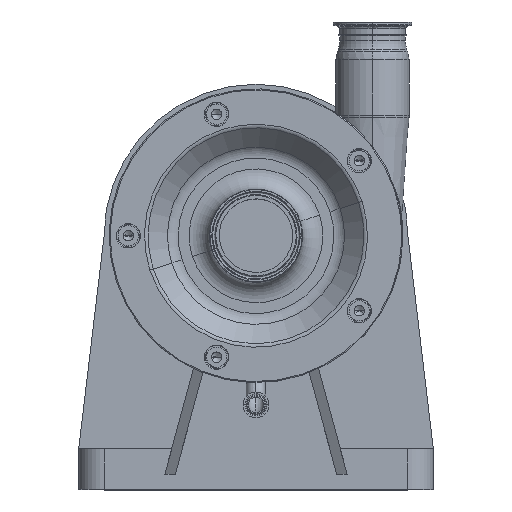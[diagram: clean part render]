
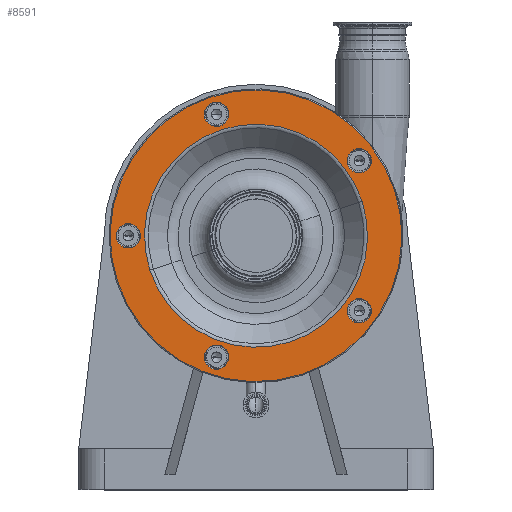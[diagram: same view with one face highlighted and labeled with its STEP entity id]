
A CAD part, top view. The second image highlights one B-rep face of the part: STEP entity #8591.
In plain terms, the highlighted planar face has unit normal (0, 0, 1).
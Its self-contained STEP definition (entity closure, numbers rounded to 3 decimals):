
#283 = CARTESIAN_POINT ( 'NONE',  ( -38.936, 119.833, 294.5 ) ) ;
#473 = FACE_BOUND ( 'NONE', #14974, .T. ) ;
#781 = FACE_BOUND ( 'NONE', #7880, .T. ) ;
#835 = DIRECTION ( 'NONE',  ( 0.951, 0.309, 0. ) ) ;
#878 = AXIS2_PLACEMENT_3D ( 'NONE', #283, #11672, #18064 ) ;
#1110 = VERTEX_POINT ( 'NONE', #14729 ) ;
#1204 = CARTESIAN_POINT ( 'NONE',  ( -38.936, -119.833, 294.5 ) ) ;
#1236 = DIRECTION ( 'NONE',  ( 0., 0., 1. ) ) ;
#1331 = VERTEX_POINT ( 'NONE', #12483 ) ;
#1345 = CARTESIAN_POINT ( 'NONE',  ( 136.952, 44.498, 294.5 ) ) ;
#1696 = CARTESIAN_POINT ( 'NONE',  ( -38.936, 119.833, 294.5 ) ) ;
#1889 = AXIS2_PLACEMENT_3D ( 'NONE', #5953, #4684, #18702 ) ;
#2047 = ORIENTED_EDGE ( 'NONE', *, *, #4817, .F. ) ;
#2146 = FACE_BOUND ( 'NONE', #3483, .T. ) ;
#2202 = AXIS2_PLACEMENT_3D ( 'NONE', #10421, #16823, #2489 ) ;
#2489 = DIRECTION ( 'NONE',  ( 0.951, 0.309, 0. ) ) ;
#2557 = ORIENTED_EDGE ( 'NONE', *, *, #7042, .F. ) ;
#2606 = CARTESIAN_POINT ( 'NONE',  ( 0., 0., 294.5 ) ) ;
#2771 = CARTESIAN_POINT ( 'NONE',  ( 101.936, 74.061, 294.5 ) ) ;
#2827 = ORIENTED_EDGE ( 'NONE', *, *, #6702, .F. ) ;
#2874 = DIRECTION ( 'NONE',  ( 0., 0., 1. ) ) ;
#3222 = ORIENTED_EDGE ( 'NONE', *, *, #20710, .T. ) ;
#3423 = CIRCLE ( 'NONE', #9419, 110.071 ) ;
#3483 = EDGE_LOOP ( 'NONE', ( #2047, #2827 ) ) ;
#3754 = VERTEX_POINT ( 'NONE', #10085 ) ;
#3938 = FACE_BOUND ( 'NONE', #16477, .T. ) ;
#4276 = CIRCLE ( 'NONE', #16971, 144. ) ;
#4357 = CARTESIAN_POINT ( 'NONE',  ( -104.684, -34.014, 294.5 ) ) ;
#4588 = DIRECTION ( 'NONE',  ( 0.951, 0.309, 0. ) ) ;
#4684 = DIRECTION ( 'NONE',  ( 0., 0., 1. ) ) ;
#4730 = AXIS2_PLACEMENT_3D ( 'NONE', #10845, #7724, #15673 ) ;
#4817 = EDGE_CURVE ( 'NONE', #15020, #1331, #6873, .T. ) ;
#5294 = FACE_BOUND ( 'NONE', #14424, .T. ) ;
#5431 = DIRECTION ( 'NONE',  ( 0., 0., 1. ) ) ;
#5790 = AXIS2_PLACEMENT_3D ( 'NONE', #1204, #6013, #17406 ) ;
#5953 = CARTESIAN_POINT ( 'NONE',  ( 0., 0., 294.5 ) ) ;
#6013 = DIRECTION ( 'NONE',  ( 0., 0., 1. ) ) ;
#6148 = AXIS2_PLACEMENT_3D ( 'NONE', #7714, #1236, #4588 ) ;
#6301 = VERTEX_POINT ( 'NONE', #17208 ) ;
#6375 = EDGE_LOOP ( 'NONE', ( #15856, #18793 ) ) ;
#6702 = EDGE_CURVE ( 'NONE', #1331, #15020, #12190, .T. ) ;
#6729 = CARTESIAN_POINT ( 'NONE',  ( -27.523, -116.125, 294.5 ) ) ;
#6829 = CIRCLE ( 'NONE', #17157, 12. ) ;
#6873 = CIRCLE ( 'NONE', #878, 12. ) ;
#6970 = PLANE ( 'NONE',  #11353 ) ;
#7042 = EDGE_CURVE ( 'NONE', #3754, #19583, #15867, .T. ) ;
#7158 = AXIS2_PLACEMENT_3D ( 'NONE', #2606, #8871, #835 ) ;
#7220 = ORIENTED_EDGE ( 'NONE', *, *, #11290, .F. ) ;
#7290 = ORIENTED_EDGE ( 'NONE', *, *, #18748, .F. ) ;
#7714 = CARTESIAN_POINT ( 'NONE',  ( 101.936, -74.061, 294.5 ) ) ;
#7724 = DIRECTION ( 'NONE',  ( 0., 0., 1. ) ) ;
#7765 = AXIS2_PLACEMENT_3D ( 'NONE', #19664, #11688, #18086 ) ;
#7790 = CARTESIAN_POINT ( 'NONE',  ( 0., 0., 294.5 ) ) ;
#7872 = DIRECTION ( 'NONE',  ( 0.951, 0.309, 0. ) ) ;
#7880 = EDGE_LOOP ( 'NONE', ( #11267, #18152 ) ) ;
#7909 = CIRCLE ( 'NONE', #10898, 12. ) ;
#8136 = DIRECTION ( 'NONE',  ( 0., 0., 1. ) ) ;
#8282 = DIRECTION ( 'NONE',  ( 0., 0., 1. ) ) ;
#8517 = DIRECTION ( 'NONE',  ( 0., 0., -1. ) ) ;
#8591 = ADVANCED_FACE ( 'NONE', ( #473, #5294, #3938, #2146, #781, #19931, #18050 ), #6970, .F. ) ;
#8871 = DIRECTION ( 'NONE',  ( 0., 0., 1. ) ) ;
#8981 = VERTEX_POINT ( 'NONE', #6729 ) ;
#9213 = CARTESIAN_POINT ( 'NONE',  ( 90.523, 70.353, 294.5 ) ) ;
#9267 = ORIENTED_EDGE ( 'NONE', *, *, #16754, .F. ) ;
#9419 = AXIS2_PLACEMENT_3D ( 'NONE', #13046, #8136, #14534 ) ;
#9436 = CIRCLE ( 'NONE', #5790, 12. ) ;
#9595 = EDGE_CURVE ( 'NONE', #8981, #20336, #16424, .T. ) ;
#9794 = CIRCLE ( 'NONE', #7158, 144. ) ;
#9885 = CIRCLE ( 'NONE', #1889, 110.071 ) ;
#10085 = CARTESIAN_POINT ( 'NONE',  ( 90.523, -77.769, 294.5 ) ) ;
#10177 = DIRECTION ( 'NONE',  ( -0.951, -0.309, 0. ) ) ;
#10421 = CARTESIAN_POINT ( 'NONE',  ( 101.936, -74.061, 294.5 ) ) ;
#10845 = CARTESIAN_POINT ( 'NONE',  ( -38.936, -119.833, 294.5 ) ) ;
#10898 = AXIS2_PLACEMENT_3D ( 'NONE', #2771, #2874, #17522 ) ;
#10963 = VERTEX_POINT ( 'NONE', #4357 ) ;
#11267 = ORIENTED_EDGE ( 'NONE', *, *, #19626, .F. ) ;
#11290 = EDGE_CURVE ( 'NONE', #20336, #8981, #9436, .T. ) ;
#11353 = AXIS2_PLACEMENT_3D ( 'NONE', #16480, #8517, #10177 ) ;
#11672 = DIRECTION ( 'NONE',  ( 0., 0., 1. ) ) ;
#11688 = DIRECTION ( 'NONE',  ( 0., 0., 1. ) ) ;
#11800 = DIRECTION ( 'NONE',  ( 0.951, 0.309, 0. ) ) ;
#11909 = VERTEX_POINT ( 'NONE', #1345 ) ;
#12108 = CARTESIAN_POINT ( 'NONE',  ( 101.936, 74.061, 294.5 ) ) ;
#12190 = CIRCLE ( 'NONE', #12524, 12. ) ;
#12483 = CARTESIAN_POINT ( 'NONE',  ( -50.349, 116.125, 294.5 ) ) ;
#12524 = AXIS2_PLACEMENT_3D ( 'NONE', #1696, #8282, #7872 ) ;
#12625 = CARTESIAN_POINT ( 'NONE',  ( -137.413, -3.708, 294.5 ) ) ;
#13046 = CARTESIAN_POINT ( 'NONE',  ( 0., 0., 294.5 ) ) ;
#13088 = VERTEX_POINT ( 'NONE', #19637 ) ;
#13362 = CARTESIAN_POINT ( 'NONE',  ( -126., 0., 294.5 ) ) ;
#13543 = CIRCLE ( 'NONE', #2202, 12. ) ;
#13700 = CARTESIAN_POINT ( 'NONE',  ( -27.523, 123.541, 294.5 ) ) ;
#13795 = DIRECTION ( 'NONE',  ( 0.951, 0.309, 0. ) ) ;
#14124 = EDGE_CURVE ( 'NONE', #15244, #1110, #16790, .T. ) ;
#14216 = AXIS2_PLACEMENT_3D ( 'NONE', #13362, #5431, #11800 ) ;
#14344 = EDGE_LOOP ( 'NONE', ( #3222, #17332 ) ) ;
#14424 = EDGE_LOOP ( 'NONE', ( #7290, #2557 ) ) ;
#14497 = VERTEX_POINT ( 'NONE', #9213 ) ;
#14534 = DIRECTION ( 'NONE',  ( 0.951, 0.309, 0. ) ) ;
#14729 = CARTESIAN_POINT ( 'NONE',  ( -114.587, 3.708, 294.5 ) ) ;
#14974 = EDGE_LOOP ( 'NONE', ( #9267, #15126 ) ) ;
#15020 = VERTEX_POINT ( 'NONE', #13700 ) ;
#15126 = ORIENTED_EDGE ( 'NONE', *, *, #19940, .F. ) ;
#15211 = EDGE_CURVE ( 'NONE', #10963, #6301, #3423, .T. ) ;
#15229 = CARTESIAN_POINT ( 'NONE',  ( -136.952, -44.498, 294.5 ) ) ;
#15244 = VERTEX_POINT ( 'NONE', #12625 ) ;
#15290 = CARTESIAN_POINT ( 'NONE',  ( -50.349, -123.541, 294.5 ) ) ;
#15673 = DIRECTION ( 'NONE',  ( 0.951, 0.309, 0. ) ) ;
#15856 = ORIENTED_EDGE ( 'NONE', *, *, #18735, .F. ) ;
#15867 = CIRCLE ( 'NONE', #6148, 12. ) ;
#16424 = CIRCLE ( 'NONE', #4730, 12. ) ;
#16477 = EDGE_LOOP ( 'NONE', ( #18632, #7220 ) ) ;
#16480 = CARTESIAN_POINT ( 'NONE',  ( -44.498, 136.952, 294.5 ) ) ;
#16745 = EDGE_CURVE ( 'NONE', #18952, #11909, #9794, .T. ) ;
#16754 = EDGE_CURVE ( 'NONE', #13088, #14497, #6829, .T. ) ;
#16790 = CIRCLE ( 'NONE', #7765, 12. ) ;
#16823 = DIRECTION ( 'NONE',  ( 0., 0., 1. ) ) ;
#16971 = AXIS2_PLACEMENT_3D ( 'NONE', #7790, #17106, #17418 ) ;
#17106 = DIRECTION ( 'NONE',  ( 0., 0., 1. ) ) ;
#17157 = AXIS2_PLACEMENT_3D ( 'NONE', #12108, #18515, #13795 ) ;
#17208 = CARTESIAN_POINT ( 'NONE',  ( 104.684, 34.014, 294.5 ) ) ;
#17332 = ORIENTED_EDGE ( 'NONE', *, *, #16745, .T. ) ;
#17406 = DIRECTION ( 'NONE',  ( 0.951, 0.309, 0. ) ) ;
#17418 = DIRECTION ( 'NONE',  ( 0.951, 0.309, 0. ) ) ;
#17522 = DIRECTION ( 'NONE',  ( 0.951, 0.309, 0. ) ) ;
#18050 = FACE_BOUND ( 'NONE', #6375, .T. ) ;
#18064 = DIRECTION ( 'NONE',  ( 0.951, 0.309, 0. ) ) ;
#18086 = DIRECTION ( 'NONE',  ( 0.951, 0.309, 0. ) ) ;
#18152 = ORIENTED_EDGE ( 'NONE', *, *, #15211, .F. ) ;
#18515 = DIRECTION ( 'NONE',  ( 0., 0., 1. ) ) ;
#18632 = ORIENTED_EDGE ( 'NONE', *, *, #9595, .F. ) ;
#18702 = DIRECTION ( 'NONE',  ( 0.951, 0.309, 0. ) ) ;
#18735 = EDGE_CURVE ( 'NONE', #1110, #15244, #18894, .T. ) ;
#18748 = EDGE_CURVE ( 'NONE', #19583, #3754, #13543, .T. ) ;
#18793 = ORIENTED_EDGE ( 'NONE', *, *, #14124, .F. ) ;
#18894 = CIRCLE ( 'NONE', #14216, 12. ) ;
#18952 = VERTEX_POINT ( 'NONE', #15229 ) ;
#19583 = VERTEX_POINT ( 'NONE', #20367 ) ;
#19626 = EDGE_CURVE ( 'NONE', #6301, #10963, #9885, .T. ) ;
#19637 = CARTESIAN_POINT ( 'NONE',  ( 113.349, 77.769, 294.5 ) ) ;
#19664 = CARTESIAN_POINT ( 'NONE',  ( -126., 0., 294.5 ) ) ;
#19931 = FACE_OUTER_BOUND ( 'NONE', #14344, .T. ) ;
#19940 = EDGE_CURVE ( 'NONE', #14497, #13088, #7909, .T. ) ;
#20336 = VERTEX_POINT ( 'NONE', #15290 ) ;
#20367 = CARTESIAN_POINT ( 'NONE',  ( 113.349, -70.353, 294.5 ) ) ;
#20710 = EDGE_CURVE ( 'NONE', #11909, #18952, #4276, .T. ) ;
